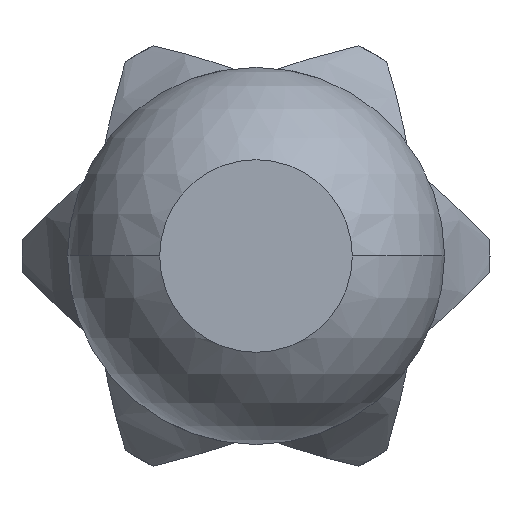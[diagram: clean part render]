
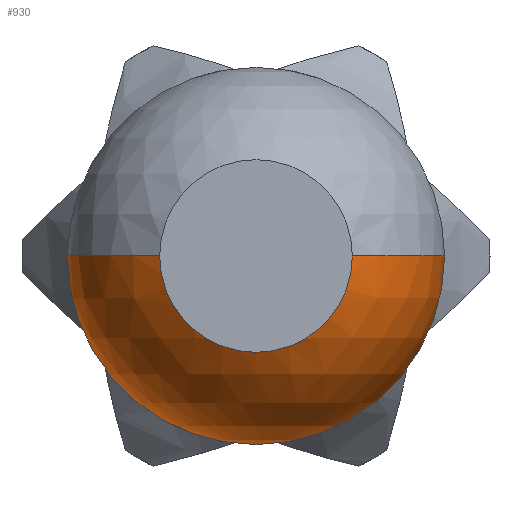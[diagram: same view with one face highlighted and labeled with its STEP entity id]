
A CAD part, front view. The second image highlights one B-rep face of the part: STEP entity #930.
In plain terms, the highlighted spherical face has radius 0.685 mm.
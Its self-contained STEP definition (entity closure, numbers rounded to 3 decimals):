
#265 = DIRECTION ( 'NONE',  ( 0., -1., 0. ) ) ;
#270 = DIRECTION ( 'NONE',  ( 0., 1., 0. ) ) ;
#276 = DIRECTION ( 'NONE',  ( 1., 0., 0. ) ) ;
#361 = ORIENTED_EDGE ( 'NONE', *, *, #4140, .F. ) ;
#385 = ORIENTED_EDGE ( 'NONE', *, *, #3665, .F. ) ;
#415 = AXIS2_PLACEMENT_3D ( 'NONE', #3590, #1719, #602 ) ;
#462 = SPHERICAL_SURFACE ( 'NONE', #4787, 0.685 ) ;
#602 = DIRECTION ( 'NONE',  ( 0., 0., 1. ) ) ;
#654 = EDGE_CURVE ( 'Defeature ausgef�hrt1_32+Defeature ausgef�hrt1_4+Defeature ausgef�hrt1_4+Defeature ausgef�hrt1_4', #2737, #4219, #4707, .T. ) ;
#930 = ADVANCED_FACE ( 'Defeature ausgef�hrt1_4', ( #2922 ), #462, .T. ) ;
#1003 = CARTESIAN_POINT ( 'NONE',  ( 0., -29.411, 0. ) ) ;
#1029 = EDGE_CURVE ( 'NONE', #2737, #1034, #1047, .T. ) ;
#1034 = VERTEX_POINT ( 'NONE', #3564 ) ;
#1036 = CARTESIAN_POINT ( 'NONE',  ( 0., -29.411, 0. ) ) ;
#1047 = CIRCLE ( 'NONE', #3670, 0.685 ) ;
#1104 = CIRCLE ( 'NONE', #1259, 0.685 ) ;
#1192 = CARTESIAN_POINT ( 'NONE',  ( -0.35, -30., 0. ) ) ;
#1214 = ORIENTED_EDGE ( 'NONE', *, *, #654, .F. ) ;
#1259 = AXIS2_PLACEMENT_3D ( 'NONE', #2204, #3690, #4394 ) ;
#1328 = CARTESIAN_POINT ( 'NONE',  ( 0., -29.411, -0.685 ) ) ;
#1461 = DIRECTION ( 'NONE',  ( 0., 0., -1. ) ) ;
#1546 = EDGE_CURVE ( 'Defeature ausgef�hrt1_5+Defeature ausgef�hrt1_4+Defeature ausgef�hrt1_4+Defeature ausgef�hrt1_4', #4414, #1034, #2052, .T. ) ;
#1719 = DIRECTION ( 'NONE',  ( 0., 1., 0. ) ) ;
#1771 = DIRECTION ( 'NONE',  ( 0., 0., -1. ) ) ;
#1803 = CIRCLE ( 'NONE', #415, 0.685 ) ;
#1979 = EDGE_CURVE ( 'Defeature ausgef�hrt1_5+Defeature ausgef�hrt1_4+Defeature ausgef�hrt1_4+Defeature ausgef�hrt1_4', #4822, #4414, #1803, .T. ) ;
#2052 = CIRCLE ( 'NONE', #2390, 0.685 ) ;
#2137 = DIRECTION ( 'NONE',  ( 0., 0., -1. ) ) ;
#2163 = DIRECTION ( 'NONE',  ( 0., 0., 1. ) ) ;
#2204 = CARTESIAN_POINT ( 'NONE',  ( 0., -29.411, 0. ) ) ;
#2219 = ORIENTED_EDGE ( 'NONE', *, *, #1979, .F. ) ;
#2390 = AXIS2_PLACEMENT_3D ( 'NONE', #1003, #270, #2163 ) ;
#2622 = CARTESIAN_POINT ( 'NONE',  ( 0., -30., 0. ) ) ;
#2737 = VERTEX_POINT ( 'NONE', #1192 ) ;
#2922 = FACE_OUTER_BOUND ( 'NONE', #3432, .T. ) ;
#3270 = DIRECTION ( 'NONE',  ( 0., 0., -1. ) ) ;
#3432 = EDGE_LOOP ( 'NONE', ( #1214, #4687, #4165, #2219, #361, #385 ) ) ;
#3564 = CARTESIAN_POINT ( 'NONE',  ( -0.685, -29.411, 0. ) ) ;
#3567 = AXIS2_PLACEMENT_3D ( 'NONE', #4796, #265, #3270 ) ;
#3590 = CARTESIAN_POINT ( 'NONE',  ( 0., -29.411, 0. ) ) ;
#3665 = EDGE_CURVE ( 'Defeature ausgef�hrt1_32+Defeature ausgef�hrt1_4+Defeature ausgef�hrt1_4+Defeature ausgef�hrt1_4', #4219, #4722, #4341, .T. ) ;
#3670 = AXIS2_PLACEMENT_3D ( 'NONE', #1036, #1771, #4413 ) ;
#3690 = DIRECTION ( 'NONE',  ( 0., 0., 1. ) ) ;
#3767 = CARTESIAN_POINT ( 'NONE',  ( 0., -30., -0.35 ) ) ;
#3779 = CARTESIAN_POINT ( 'NONE',  ( 0.35, -30., 0. ) ) ;
#3877 = CARTESIAN_POINT ( 'NONE',  ( 0.685, -29.411, 0. ) ) ;
#3973 = CARTESIAN_POINT ( 'NONE',  ( 0., -29.411, 0. ) ) ;
#4085 = DIRECTION ( 'NONE',  ( 0., -1., 0. ) ) ;
#4140 = EDGE_CURVE ( 'NONE', #4722, #4822, #1104, .T. ) ;
#4165 = ORIENTED_EDGE ( 'NONE', *, *, #1546, .F. ) ;
#4219 = VERTEX_POINT ( 'NONE', #3767 ) ;
#4341 = CIRCLE ( 'NONE', #4433, 0.35 ) ;
#4394 = DIRECTION ( 'NONE',  ( 1., 0., 0. ) ) ;
#4413 = DIRECTION ( 'NONE',  ( -1., 0., 0. ) ) ;
#4414 = VERTEX_POINT ( 'NONE', #1328 ) ;
#4433 = AXIS2_PLACEMENT_3D ( 'NONE', #2622, #4085, #1461 ) ;
#4687 = ORIENTED_EDGE ( 'NONE', *, *, #1029, .T. ) ;
#4707 = CIRCLE ( 'NONE', #3567, 0.35 ) ;
#4722 = VERTEX_POINT ( 'NONE', #3779 ) ;
#4787 = AXIS2_PLACEMENT_3D ( 'NONE', #3973, #2137, #276 ) ;
#4796 = CARTESIAN_POINT ( 'NONE',  ( 0., -30., 0. ) ) ;
#4822 = VERTEX_POINT ( 'NONE', #3877 ) ;
